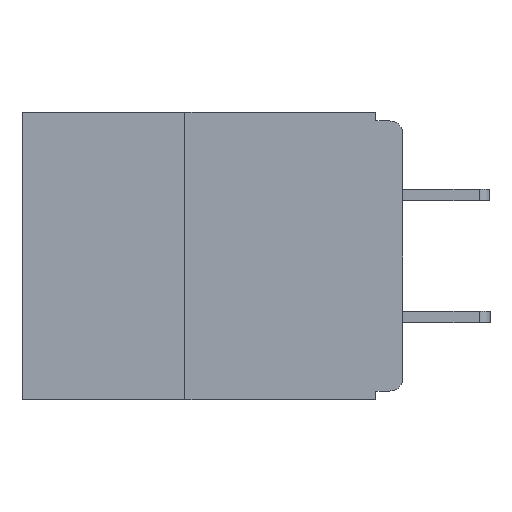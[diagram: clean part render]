
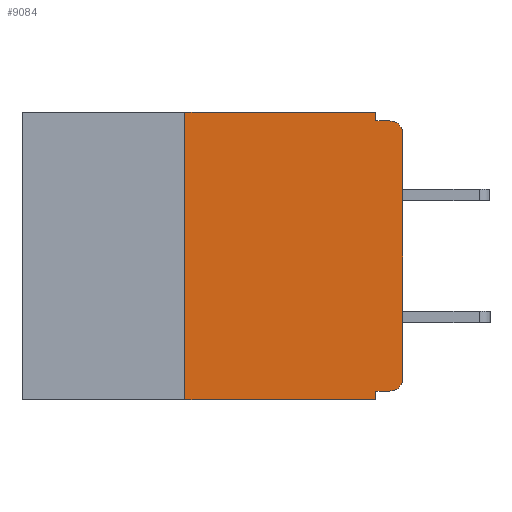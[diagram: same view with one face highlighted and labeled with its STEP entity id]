
A CAD part, left-side view. The second image highlights one B-rep face of the part: STEP entity #9084.
In plain terms, the highlighted planar face has unit normal (-1, 0, 0).
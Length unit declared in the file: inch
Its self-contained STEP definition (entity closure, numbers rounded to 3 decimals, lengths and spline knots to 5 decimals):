
#561 = EDGE_CURVE ( 'NONE', #683, #29112, #30224, .T. ) ;
#683 = VERTEX_POINT ( 'NONE', #13719 ) ;
#1035 = DIRECTION ( 'NONE',  ( 0., 0., 1. ) ) ;
#3664 = CARTESIAN_POINT ( 'NONE',  ( 0., 0.437, -0.33 ) ) ;
#4118 = CIRCLE ( 'NONE', #4319, 0.015 ) ;
#4319 = AXIS2_PLACEMENT_3D ( 'NONE', #9618, #28352, #12325 ) ;
#5147 = DIRECTION ( 'NONE',  ( 0., -1., 0. ) ) ;
#5975 = DIRECTION ( 'NONE',  ( 0., 0., -1. ) ) ;
#5976 = VERTEX_POINT ( 'NONE', #19270 ) ;
#6303 = EDGE_CURVE ( 'NONE', #5976, #26706, #27153, .T. ) ;
#6365 = DIRECTION ( 'NONE',  ( 0., -1., 0. ) ) ;
#7190 = CARTESIAN_POINT ( 'NONE',  ( 0., 0.25, -0.33 ) ) ;
#7260 = DIRECTION ( 'NONE',  ( 0., 0., -1. ) ) ;
#7547 = VERTEX_POINT ( 'NONE', #21209 ) ;
#7605 = VECTOR ( 'NONE', #25021, 39.37008 ) ;
#8425 = CARTESIAN_POINT ( 'NONE',  ( 0., 0.031, 0. ) ) ;
#8741 = EDGE_CURVE ( 'NONE', #19693, #26706, #27380, .T. ) ;
#9084 = ADVANCED_FACE ( 'NONE', ( #16473 ), #15254, .F. ) ;
#9587 = VECTOR ( 'NONE', #6365, 39.37008 ) ;
#9618 = CARTESIAN_POINT ( 'NONE',  ( 0., 0.015, -0.305 ) ) ;
#10986 = CARTESIAN_POINT ( 'NONE',  ( 0., 0.015, -0.01 ) ) ;
#11115 = CARTESIAN_POINT ( 'NONE',  ( 0., 0.015, -0.025 ) ) ;
#11175 = LINE ( 'NONE', #24652, #12030 ) ;
#11295 = VECTOR ( 'NONE', #29185, 39.37008 ) ;
#11309 = VECTOR ( 'NONE', #1035, 39.37008 ) ;
#11617 = EDGE_CURVE ( 'NONE', #13001, #33274, #12149, .T. ) ;
#11922 = CARTESIAN_POINT ( 'NONE',  ( 0., 0.031, -0.33 ) ) ;
#12030 = VECTOR ( 'NONE', #5975, 39.37008 ) ;
#12149 = LINE ( 'NONE', #31754, #11295 ) ;
#12325 = DIRECTION ( 'NONE',  ( 0., 0., -1. ) ) ;
#12888 = DIRECTION ( 'NONE',  ( 0., -1., 0. ) ) ;
#12937 = VECTOR ( 'NONE', #12888, 39.37008 ) ;
#13001 = VERTEX_POINT ( 'NONE', #21723 ) ;
#13017 = LINE ( 'NONE', #27830, #11309 ) ;
#13140 = VERTEX_POINT ( 'NONE', #14372 ) ;
#13719 = CARTESIAN_POINT ( 'NONE',  ( 0., 0.25, 0. ) ) ;
#13853 = DIRECTION ( 'NONE',  ( 0., 0., -1. ) ) ;
#14372 = CARTESIAN_POINT ( 'NONE',  ( 0., 0., -0.305 ) ) ;
#15180 = DIRECTION ( 'NONE',  ( 0., 0., 1. ) ) ;
#15254 = PLANE ( 'NONE',  #30804 ) ;
#15769 = VECTOR ( 'NONE', #15180, 39.37008 ) ;
#16473 = FACE_OUTER_BOUND ( 'NONE', #24724, .T. ) ;
#16572 = LINE ( 'NONE', #7190, #15769 ) ;
#17083 = CARTESIAN_POINT ( 'NONE',  ( 0., 0., -0.32 ) ) ;
#17129 = AXIS2_PLACEMENT_3D ( 'NONE', #11115, #29836, #13853 ) ;
#17233 = LINE ( 'NONE', #17083, #7605 ) ;
#19270 = CARTESIAN_POINT ( 'NONE',  ( 0., 0.031, -0.01 ) ) ;
#19473 = EDGE_CURVE ( 'NONE', #7547, #13001, #17233, .T. ) ;
#19693 = VERTEX_POINT ( 'NONE', #34011 ) ;
#20564 = CARTESIAN_POINT ( 'NONE',  ( 0., 0.437, 0. ) ) ;
#20578 = EDGE_CURVE ( 'NONE', #21047, #33274, #30917, .T. ) ;
#21047 = VERTEX_POINT ( 'NONE', #24107 ) ;
#21209 = CARTESIAN_POINT ( 'NONE',  ( 0., 0.015, -0.32 ) ) ;
#21723 = CARTESIAN_POINT ( 'NONE',  ( 0., 0.031, -0.32 ) ) ;
#22383 = EDGE_CURVE ( 'NONE', #21047, #683, #16572, .T. ) ;
#23275 = DIRECTION ( 'NONE',  ( 1., 0., 0. ) ) ;
#24107 = CARTESIAN_POINT ( 'NONE',  ( 0., 0.25, -0.33 ) ) ;
#24652 = CARTESIAN_POINT ( 'NONE',  ( 0., 0.031, 0. ) ) ;
#24724 = EDGE_LOOP ( 'NONE', ( #27526, #29049, #29344, #29448, #30780, #30992, #31428, #31465, #31886, #32371 ) ) ;
#25021 = DIRECTION ( 'NONE',  ( 0., 1., 0. ) ) ;
#26706 = VERTEX_POINT ( 'NONE', #10986 ) ;
#27153 = LINE ( 'NONE', #31461, #12937 ) ;
#27380 = CIRCLE ( 'NONE', #17129, 0.015 ) ;
#27460 = CARTESIAN_POINT ( 'NONE',  ( 0., 0.437, 0. ) ) ;
#27526 = ORIENTED_EDGE ( 'NONE', *, *, #31406, .T. ) ;
#27830 = CARTESIAN_POINT ( 'NONE',  ( 0., 0., 0. ) ) ;
#28352 = DIRECTION ( 'NONE',  ( -1., 0., 0. ) ) ;
#28561 = VECTOR ( 'NONE', #5147, 39.37008 ) ;
#29049 = ORIENTED_EDGE ( 'NONE', *, *, #8741, .T. ) ;
#29112 = VERTEX_POINT ( 'NONE', #8425 ) ;
#29185 = DIRECTION ( 'NONE',  ( 0., 0., -1. ) ) ;
#29344 = ORIENTED_EDGE ( 'NONE', *, *, #6303, .F. ) ;
#29448 = ORIENTED_EDGE ( 'NONE', *, *, #33119, .F. ) ;
#29836 = DIRECTION ( 'NONE',  ( -1., 0., 0. ) ) ;
#30224 = LINE ( 'NONE', #27460, #28561 ) ;
#30780 = ORIENTED_EDGE ( 'NONE', *, *, #561, .F. ) ;
#30804 = AXIS2_PLACEMENT_3D ( 'NONE', #20564, #23275, #7260 ) ;
#30917 = LINE ( 'NONE', #3664, #9587 ) ;
#30992 = ORIENTED_EDGE ( 'NONE', *, *, #22383, .F. ) ;
#31406 = EDGE_CURVE ( 'NONE', #13140, #19693, #13017, .T. ) ;
#31428 = ORIENTED_EDGE ( 'NONE', *, *, #20578, .T. ) ;
#31461 = CARTESIAN_POINT ( 'NONE',  ( 0., 0., -0.01 ) ) ;
#31465 = ORIENTED_EDGE ( 'NONE', *, *, #11617, .F. ) ;
#31754 = CARTESIAN_POINT ( 'NONE',  ( 0., 0.031, -0.33 ) ) ;
#31886 = ORIENTED_EDGE ( 'NONE', *, *, #19473, .F. ) ;
#32371 = ORIENTED_EDGE ( 'NONE', *, *, #32706, .T. ) ;
#32706 = EDGE_CURVE ( 'NONE', #7547, #13140, #4118, .T. ) ;
#33119 = EDGE_CURVE ( 'NONE', #29112, #5976, #11175, .T. ) ;
#33274 = VERTEX_POINT ( 'NONE', #11922 ) ;
#34011 = CARTESIAN_POINT ( 'NONE',  ( 0., 0., -0.025 ) ) ;
